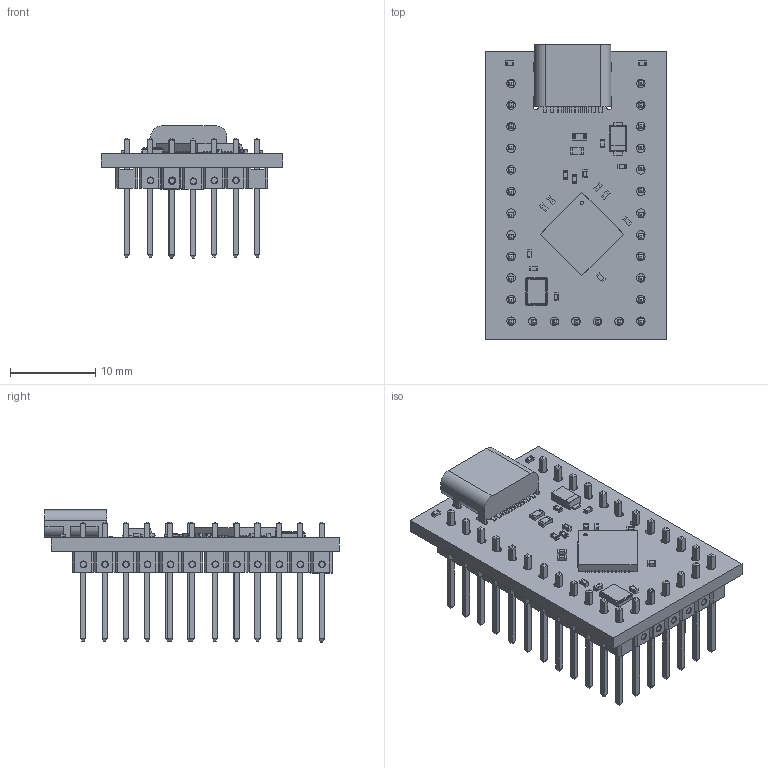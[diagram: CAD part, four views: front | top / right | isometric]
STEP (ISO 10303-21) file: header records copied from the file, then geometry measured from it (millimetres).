
FILE_DESCRIPTION(('KiCad electronic assembly'),'2;1');
FILE_NAME('goldfish.step','2020-12-03T16:34:27',('An Author'),( 'A Company'),'Open CASCADE STEP processor 7.3', 'KiCad to STEP converter','Unknown');
FILE_SCHEMA(('AUTOMOTIVE_DESIGN { 1 0 10303 214 1 1 1 1 }'));
Length unit declared in the file: millimetre
Products named in the file (18): Open CASCADE STEP translator 7.3 1; Pin_Header_2.54-2; COMPOUND; Crystal_SMD_SeikoEpson_TSX3225-4Pin_3.2x2.5mm; SOLID; D_PowerDI-123; HRO__TYPE-C-31-M-12; R_0603_1608Metric; R_0402_1005Metric; QFN-44-1EP_7x7mm_P0.5mm_EP5.2x5.2mm; C_0402_1005Metric
Assembly tree (46 placements, depth 3):
  Open CASCADE STEP translator 7.3 1
    Pin_Header_2.54-2  x15
      COMPOUND
    Crystal_SMD_SeikoEpson_TSX3225-4Pin_3.2x2.5mm
      SOLID
    D_PowerDI-123
      SOLID
    HRO__TYPE-C-31-M-12
      SOLID
    R_0603_1608Metric  x2
      SOLID
    R_0402_1005Metric  x6
      SOLID
    QFN-44-1EP_7x7mm_P0.5mm_EP5.2x5.2mm
      SOLID
    C_0402_1005Metric  x10
      SOLID
    COMPOUND
Bounding box: 21.33 x 34.59 x 15.52 mm (x, y, z)
Volume: 1844.1 mm3; surface area: 4671.6 mm2
Topology: 83 solids, 83 shells, 2066 faces, 5219 edges, 3378 vertices
Faces by surface type: plane 1728, cylinder 258, cone 70, bspline 10
Full cylindrical faces by diameter (mm): 0.4 x1, 0.5 x2, 0.65 x2, 1 x29
Entity records: 49553 total; most frequent: CARTESIAN_POINT 8204, DIRECTION 7160, LINE 5107, VECTOR 5107, ORIENTED_EDGE 3734, PCURVE 3734, DEFINITIONAL_REPRESENTATION 3734, EDGE_CURVE 1867
